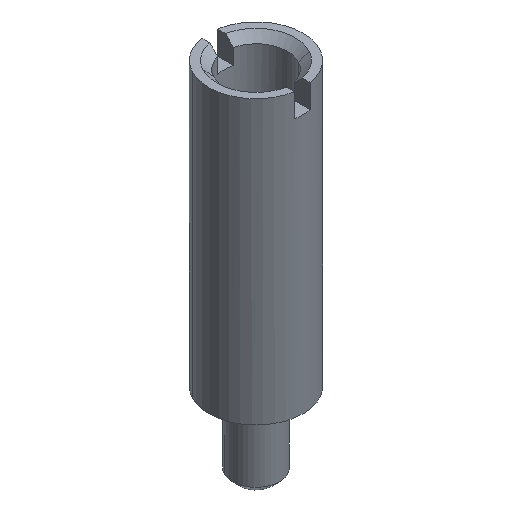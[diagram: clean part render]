
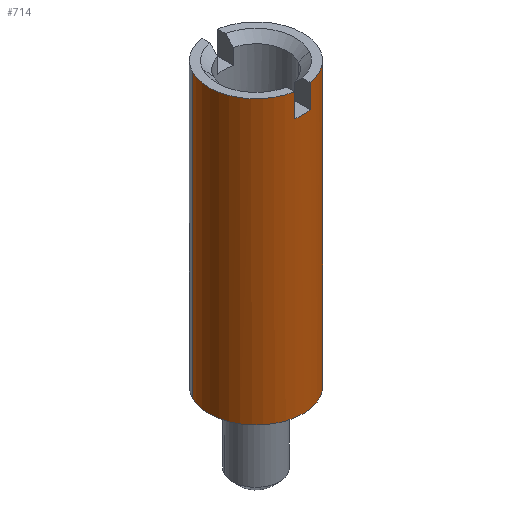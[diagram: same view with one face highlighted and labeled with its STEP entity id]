
A CAD part, isometric view. The second image highlights one B-rep face of the part: STEP entity #714.
In plain terms, the highlighted cylindrical face has radius 3 mm (diameter 6 mm), a partial arc.
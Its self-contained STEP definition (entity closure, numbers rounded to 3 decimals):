
#347=AXIS2_PLACEMENT_3D('Circle Axis2P3D',#345,#346,$) ;
#396=AXIS2_PLACEMENT_3D('Circle Axis2P3D',#394,#395,$) ;
#447=AXIS2_PLACEMENT_3D('Circle Axis2P3D',#445,#446,$) ;
#643=AXIS2_PLACEMENT_3D('Cylinder Axis2P3D',#640,#641,#642) ;
#694=AXIS2_PLACEMENT_3D('Circle Axis2P3D',#692,#693,$) ;
#340=CARTESIAN_POINT('Vertex',(0.367,4.438,5.)) ;
#342=CARTESIAN_POINT('Vertex',(5.633,1.562,5.)) ;
#345=CARTESIAN_POINT('Axis2P3D Location',(3.,3.,5.)) ;
#391=CARTESIAN_POINT('Vertex',(0.367,4.438,23.)) ;
#394=CARTESIAN_POINT('Axis2P3D Location',(3.,3.,23.)) ;
#398=CARTESIAN_POINT('Vertex',(2.5,0.042,23.)) ;
#442=CARTESIAN_POINT('Vertex',(3.5,0.042,23.)) ;
#445=CARTESIAN_POINT('Axis2P3D Location',(3.,3.,23.)) ;
#449=CARTESIAN_POINT('Vertex',(5.633,1.562,23.)) ;
#640=CARTESIAN_POINT('Axis2P3D Location',(3.,3.,3.423)) ;
#645=CARTESIAN_POINT('Line Origine',(5.633,1.562,14.)) ;
#650=CARTESIAN_POINT('Line Origine',(0.367,4.438,14.)) ;
#685=CARTESIAN_POINT('Line Origine',(3.5,0.042,14.)) ;
#689=CARTESIAN_POINT('Vertex',(3.5,0.042,21.5)) ;
#692=CARTESIAN_POINT('Axis2P3D Location',(3.,3.,21.5)) ;
#696=CARTESIAN_POINT('Vertex',(2.5,0.042,21.5)) ;
#699=CARTESIAN_POINT('Line Origine',(2.5,0.042,14.)) ;
#346=DIRECTION('Axis2P3D Direction',(0.,0.,-1.)) ;
#395=DIRECTION('Axis2P3D Direction',(0.,0.,-1.)) ;
#446=DIRECTION('Axis2P3D Direction',(0.,0.,-1.)) ;
#641=DIRECTION('Axis2P3D Direction',(0.,0.,-1.)) ;
#642=DIRECTION('Axis2P3D XDirection',(0.878,-0.479,0.)) ;
#646=DIRECTION('Vector Direction',(0.,0.,-1.)) ;
#651=DIRECTION('Vector Direction',(0.,0.,-1.)) ;
#686=DIRECTION('Vector Direction',(0.,0.,-1.)) ;
#693=DIRECTION('Axis2P3D Direction',(0.,0.,-1.)) ;
#700=DIRECTION('Vector Direction',(0.,0.,-1.)) ;
#647=VECTOR('Line Direction',#646,1.) ;
#652=VECTOR('Line Direction',#651,1.) ;
#687=VECTOR('Line Direction',#686,1.) ;
#701=VECTOR('Line Direction',#700,1.) ;
#705=ORIENTED_EDGE('',*,*,#400,.T.) ;
#706=ORIENTED_EDGE('',*,*,#654,.F.) ;
#707=ORIENTED_EDGE('',*,*,#349,.F.) ;
#708=ORIENTED_EDGE('',*,*,#649,.T.) ;
#709=ORIENTED_EDGE('',*,*,#451,.T.) ;
#710=ORIENTED_EDGE('',*,*,#691,.T.) ;
#711=ORIENTED_EDGE('',*,*,#698,.T.) ;
#712=ORIENTED_EDGE('',*,*,#703,.F.) ;
#714=ADVANCED_FACE('K\X2\00F6\X0\rper.3',(#713),#644,.T.) ;
#348=CIRCLE('generated circle',#347,3.) ;
#397=CIRCLE('generated circle',#396,3.) ;
#448=CIRCLE('generated circle',#447,3.) ;
#695=CIRCLE('generated circle',#694,3.) ;
#644=CYLINDRICAL_SURFACE('generated cylinder',#643,3.) ;
#349=EDGE_CURVE('',#343,#341,#348,.T.) ;
#400=EDGE_CURVE('',#399,#392,#397,.T.) ;
#451=EDGE_CURVE('',#450,#443,#448,.T.) ;
#649=EDGE_CURVE('',#343,#450,#648,.F.) ;
#654=EDGE_CURVE('',#341,#392,#653,.F.) ;
#691=EDGE_CURVE('',#443,#690,#688,.T.) ;
#698=EDGE_CURVE('',#690,#697,#695,.T.) ;
#703=EDGE_CURVE('',#399,#697,#702,.T.) ;
#704=EDGE_LOOP('',(#705,#706,#707,#708,#709,#710,#711,#712)) ;
#713=FACE_OUTER_BOUND('',#704,.T.) ;
#648=LINE('Line',#645,#647) ;
#653=LINE('Line',#650,#652) ;
#688=LINE('Line',#685,#687) ;
#702=LINE('Line',#699,#701) ;
#341=VERTEX_POINT('',#340) ;
#343=VERTEX_POINT('',#342) ;
#392=VERTEX_POINT('',#391) ;
#399=VERTEX_POINT('',#398) ;
#443=VERTEX_POINT('',#442) ;
#450=VERTEX_POINT('',#449) ;
#690=VERTEX_POINT('',#689) ;
#697=VERTEX_POINT('',#696) ;
